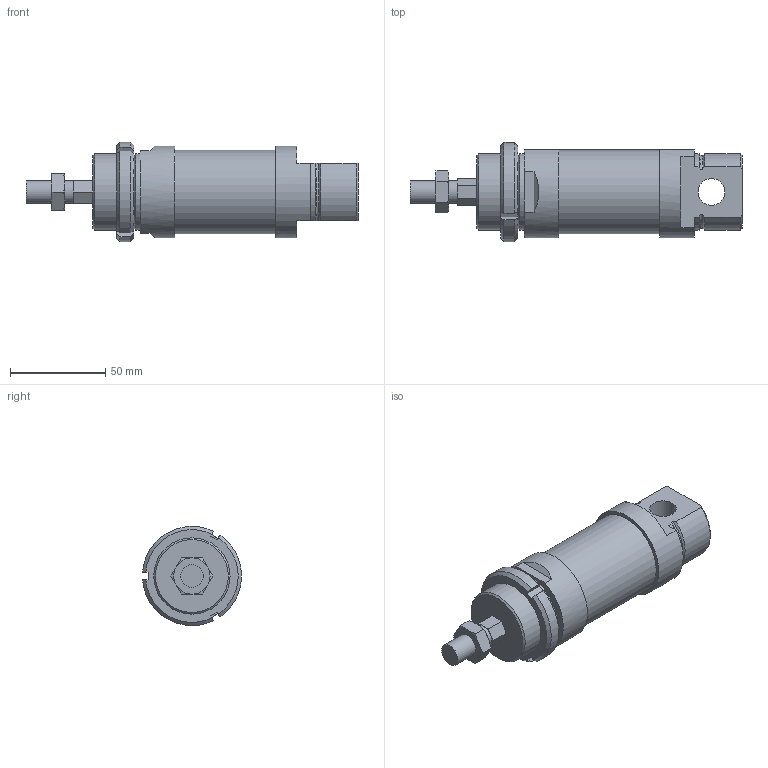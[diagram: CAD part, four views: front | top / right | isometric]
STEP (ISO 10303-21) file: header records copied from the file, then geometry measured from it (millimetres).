
FILE_DESCRIPTION(/* description */ ('Unknown'),/* implementation_level */ '2;1');
FILE_NAME(/* name */ '1260.40.10.ME',/* time_stamp */ '2021-10-04T09:16:44-04:00',/* author */ ('Unknown'),/* organization */ ('Unknown'),/* preprocessor_version */ 'ST-DEVELOPER v16.7',/* originating_system */ 'Solid Edge',/* authorisation */ 'Unknown');
FILE_SCHEMA (('AUTOMOTIVE_DESIGN {1 0 10303 214 3 1 1}'));
Length unit declared in the file: millimetre
Products named in the file (7): 1260.40.10.ME; _barrel_iso_6432_40360EM15; _fh_iso_6432_403; _1200.40.05; _rh_iso_6432_403; _rod_iso_6432_40360EM15; _n_iso_6432_40
Assembly tree (6 placements, depth 2):
  1260.40.10.ME
    _barrel_iso_6432_40360EM15
    _fh_iso_6432_403
    _1200.40.05
    _rh_iso_6432_403
    _rod_iso_6432_40360EM15
    _n_iso_6432_40
Bounding box: 174 x 51.92 x 51.96 mm (x, y, z)
Volume: 201568 mm3; surface area: 49180.8 mm2
Topology: 6 solids, 6 shells, 117 faces, 275 edges, 174 vertices
Faces by surface type: plane 61, cone 33, cylinder 23
Full cylindrical faces by diameter (mm): 10.106 x1, 11.445 x2, 12 x1, 14 x1, 28 x2, 38.2 x1, 38.376 x1, 40 x2, 44 x1
Entity records: 3570 total; most frequent: CARTESIAN_POINT 656, DIRECTION 562, ORIENTED_EDGE 504, EDGE_CURVE 252, AXIS2_PLACEMENT_3D 222, VERTEX_POINT 172, EDGE_LOOP 152, FACE_BOUND 152
